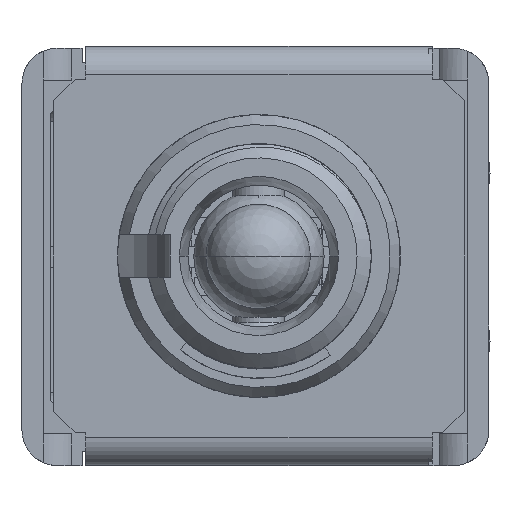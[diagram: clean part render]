
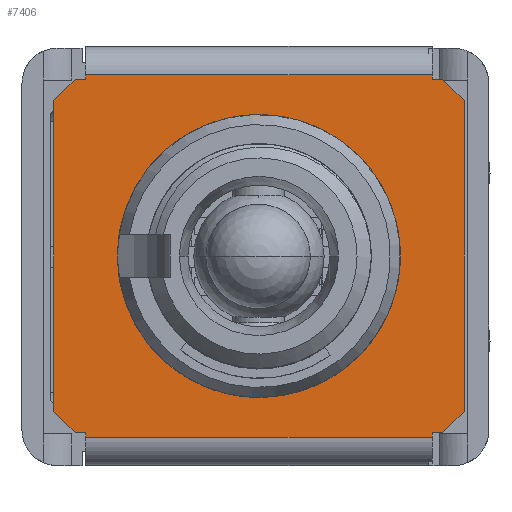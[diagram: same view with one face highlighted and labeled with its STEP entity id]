
A CAD part, front view. The second image highlights one B-rep face of the part: STEP entity #7406.
In plain terms, the highlighted face is planar.
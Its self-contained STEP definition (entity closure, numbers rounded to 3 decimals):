
#6054=DIRECTION('',(0.,0.,1.));
#6055=VECTOR('',#6054,9.8);
#6056=CARTESIAN_POINT('',(4.264,5.125,-4.9));
#6057=LINE('',#6056,#6055);
#6063=DIRECTION('',(0.,0.,-1.));
#6064=VECTOR('',#6063,0.3);
#6065=CARTESIAN_POINT('',(4.264,4.995,5.2));
#6066=LINE('',#6065,#6064);
#6067=DIRECTION('',(0.,-1.,0.));
#6068=VECTOR('',#6067,0.13);
#6069=CARTESIAN_POINT('',(4.264,5.125,4.9));
#6070=LINE('',#6069,#6068);
#6071=DIRECTION('',(0.,-1.,0.));
#6072=VECTOR('',#6071,0.13);
#6073=CARTESIAN_POINT('',(4.264,5.125,-4.9));
#6074=LINE('',#6073,#6072);
#6075=DIRECTION('',(0.,0.,1.));
#6076=VECTOR('',#6075,0.3);
#6077=CARTESIAN_POINT('',(4.264,4.995,-5.2));
#6078=LINE('',#6077,#6076);
#6079=DIRECTION('',(0.,0.,1.));
#6080=VECTOR('',#6079,0.3);
#6081=CARTESIAN_POINT('',(4.264,-4.995,-5.2));
#6082=LINE('',#6081,#6080);
#6083=DIRECTION('',(0.,1.,0.));
#6084=VECTOR('',#6083,0.13);
#6085=CARTESIAN_POINT('',(4.264,-5.125,-4.9));
#6086=LINE('',#6085,#6084);
#6087=DIRECTION('',(0.,1.,0.));
#6088=VECTOR('',#6087,0.13);
#6089=CARTESIAN_POINT('',(4.264,-5.125,4.9));
#6090=LINE('',#6089,#6088);
#6091=DIRECTION('',(0.,0.,-1.));
#6092=VECTOR('',#6091,0.3);
#6093=CARTESIAN_POINT('',(4.264,-4.995,5.2));
#6094=LINE('',#6093,#6092);
#6095=CARTESIAN_POINT('',(4.264,0.,0.));
#6096=DIRECTION('',(1.,0.,0.));
#6097=DIRECTION('',(0.,0.33,-0.944));
#6098=AXIS2_PLACEMENT_3D('',#6095,#6096,#6097);
#6100=DIRECTION('',(0.,0.,1.));
#6101=VECTOR('',#6100,0.36);
#6102=CARTESIAN_POINT('',(4.264,1.,2.5));
#6103=LINE('',#6102,#6101);
#6104=DIRECTION('',(0.,1.,0.));
#6105=VECTOR('',#6104,2.);
#6106=CARTESIAN_POINT('',(4.264,-1.,2.5));
#6107=LINE('',#6106,#6105);
#6108=DIRECTION('',(0.,0.,-1.));
#6109=VECTOR('',#6108,0.36);
#6110=CARTESIAN_POINT('',(4.264,-1.,2.86));
#6111=LINE('',#6110,#6109);
#6112=CARTESIAN_POINT('',(4.264,0.,0.));
#6113=DIRECTION('',(1.,0.,0.));
#6114=DIRECTION('',(0.,-0.33,0.944));
#6115=AXIS2_PLACEMENT_3D('',#6112,#6113,#6114);
#6117=DIRECTION('',(0.,0.,-1.));
#6118=VECTOR('',#6117,0.36);
#6119=CARTESIAN_POINT('',(4.264,-1.,-2.5));
#6120=LINE('',#6119,#6118);
#6121=DIRECTION('',(0.,-1.,0.));
#6122=VECTOR('',#6121,2.);
#6123=CARTESIAN_POINT('',(4.264,1.,-2.5));
#6124=LINE('',#6123,#6122);
#6125=DIRECTION('',(0.,0.,1.));
#6126=VECTOR('',#6125,0.36);
#6127=CARTESIAN_POINT('',(4.264,1.,-2.86));
#6128=LINE('',#6127,#6126);
#6133=DIRECTION('',(0.,0.707,-0.707));
#6134=VECTOR('',#6133,0.849);
#6135=CARTESIAN_POINT('',(4.264,4.395,5.8));
#6136=LINE('',#6135,#6134);
#6145=DIRECTION('',(0.,1.,0.));
#6146=VECTOR('',#6145,8.79);
#6147=CARTESIAN_POINT('',(4.264,-4.395,5.8));
#6148=LINE('',#6147,#6146);
#6157=DIRECTION('',(0.,-0.707,-0.707));
#6158=VECTOR('',#6157,0.849);
#6159=CARTESIAN_POINT('',(4.264,-4.395,5.8));
#6160=LINE('',#6159,#6158);
#6181=DIRECTION('',(0.,0.,1.));
#6182=VECTOR('',#6181,9.8);
#6183=CARTESIAN_POINT('',(4.264,-5.125,-4.9));
#6184=LINE('',#6183,#6182);
#6211=DIRECTION('',(0.,-0.707,0.707));
#6212=VECTOR('',#6211,0.849);
#6213=CARTESIAN_POINT('',(4.264,-4.395,-5.8));
#6214=LINE('',#6213,#6212);
#6223=DIRECTION('',(0.,1.,0.));
#6224=VECTOR('',#6223,8.79);
#6225=CARTESIAN_POINT('',(4.264,-4.395,-5.8));
#6226=LINE('',#6225,#6224);
#6235=DIRECTION('',(0.,0.707,0.707));
#6236=VECTOR('',#6235,0.849);
#6237=CARTESIAN_POINT('',(4.264,4.395,-5.8));
#6238=LINE('',#6237,#6236);
#6757=CARTESIAN_POINT('',(4.264,4.995,5.2));
#6758=CARTESIAN_POINT('',(4.264,4.995,4.9));
#6759=VERTEX_POINT('',#6757);
#6760=VERTEX_POINT('',#6758);
#6761=CARTESIAN_POINT('',(4.264,4.995,-5.2));
#6762=CARTESIAN_POINT('',(4.264,4.995,-4.9));
#6763=VERTEX_POINT('',#6761);
#6764=VERTEX_POINT('',#6762);
#6765=CARTESIAN_POINT('',(4.264,4.395,-5.8));
#6766=VERTEX_POINT('',#6765);
#6767=CARTESIAN_POINT('',(4.264,-4.395,-5.8));
#6768=VERTEX_POINT('',#6767);
#6769=CARTESIAN_POINT('',(4.264,-4.995,-5.2));
#6770=VERTEX_POINT('',#6769);
#6771=CARTESIAN_POINT('',(4.264,-4.995,-4.9));
#6772=VERTEX_POINT('',#6771);
#6773=CARTESIAN_POINT('',(4.264,-4.995,5.2));
#6774=CARTESIAN_POINT('',(4.264,-4.995,4.9));
#6775=VERTEX_POINT('',#6773);
#6776=VERTEX_POINT('',#6774);
#6777=CARTESIAN_POINT('',(4.264,-4.395,5.8));
#6778=VERTEX_POINT('',#6777);
#6779=CARTESIAN_POINT('',(4.264,4.395,5.8));
#6780=VERTEX_POINT('',#6779);
#6853=CARTESIAN_POINT('',(4.264,-5.125,-4.9));
#6854=VERTEX_POINT('',#6853);
#6859=CARTESIAN_POINT('',(4.264,-5.125,4.9));
#6860=VERTEX_POINT('',#6859);
#6863=CARTESIAN_POINT('',(4.264,5.125,-4.9));
#6864=VERTEX_POINT('',#6863);
#6865=CARTESIAN_POINT('',(4.264,5.125,4.9));
#6866=VERTEX_POINT('',#6865);
#6885=CARTESIAN_POINT('',(4.264,1.,-2.86));
#6886=CARTESIAN_POINT('',(4.264,1.,2.86));
#6887=VERTEX_POINT('',#6885);
#6888=VERTEX_POINT('',#6886);
#6889=CARTESIAN_POINT('',(4.264,1.,-2.5));
#6890=VERTEX_POINT('',#6889);
#6891=CARTESIAN_POINT('',(4.264,-1.,-2.5));
#6892=VERTEX_POINT('',#6891);
#6893=CARTESIAN_POINT('',(4.264,-1.,-2.86));
#6894=VERTEX_POINT('',#6893);
#6895=CARTESIAN_POINT('',(4.264,-1.,2.86));
#6896=VERTEX_POINT('',#6895);
#6897=CARTESIAN_POINT('',(4.264,-1.,2.5));
#6898=VERTEX_POINT('',#6897);
#6899=CARTESIAN_POINT('',(4.264,1.,2.5));
#6900=VERTEX_POINT('',#6899);
#7350=CARTESIAN_POINT('',(4.264,-5.925,-5.8));
#7351=DIRECTION('',(1.,0.,0.));
#7352=DIRECTION('',(0.,1.,0.));
#7353=AXIS2_PLACEMENT_3D('',#7350,#7351,#7352);
#7354=PLANE('',#7353);
#7356=ORIENTED_EDGE('',*,*,#7355,.T.);
#7358=ORIENTED_EDGE('',*,*,#7357,.F.);
#7359=ORIENTED_EDGE('',*,*,#7343,.F.);
#7361=ORIENTED_EDGE('',*,*,#7360,.T.);
#7363=ORIENTED_EDGE('',*,*,#7362,.F.);
#7365=ORIENTED_EDGE('',*,*,#7364,.F.);
#7367=ORIENTED_EDGE('',*,*,#7366,.F.);
#7369=ORIENTED_EDGE('',*,*,#7368,.T.);
#7371=ORIENTED_EDGE('',*,*,#7370,.T.);
#7373=ORIENTED_EDGE('',*,*,#7372,.F.);
#7375=ORIENTED_EDGE('',*,*,#7374,.T.);
#7377=ORIENTED_EDGE('',*,*,#7376,.T.);
#7379=ORIENTED_EDGE('',*,*,#7378,.F.);
#7381=ORIENTED_EDGE('',*,*,#7380,.F.);
#7383=ORIENTED_EDGE('',*,*,#7382,.T.);
#7385=ORIENTED_EDGE('',*,*,#7384,.T.);
#7386=EDGE_LOOP('',(#7356,#7358,#7359,#7361,#7363,#7365,#7367,#7369,#7371,#7373,
#7375,#7377,#7379,#7381,#7383,#7385));
#7387=FACE_OUTER_BOUND('',#7386,.F.);
#7389=ORIENTED_EDGE('',*,*,#7388,.T.);
#7391=ORIENTED_EDGE('',*,*,#7390,.F.);
#7393=ORIENTED_EDGE('',*,*,#7392,.F.);
#7395=ORIENTED_EDGE('',*,*,#7394,.F.);
#7397=ORIENTED_EDGE('',*,*,#7396,.T.);
#7399=ORIENTED_EDGE('',*,*,#7398,.F.);
#7401=ORIENTED_EDGE('',*,*,#7400,.F.);
#7403=ORIENTED_EDGE('',*,*,#7402,.F.);
#7404=EDGE_LOOP('',(#7389,#7391,#7393,#7395,#7397,#7399,#7401,#7403));
#7405=FACE_BOUND('',#7404,.F.);
#6099=CIRCLE('',#6098,3.03);
#6116=CIRCLE('',#6115,3.03);
#7343=EDGE_CURVE('',#6864,#6866,#6057,.T.);
#7355=EDGE_CURVE('',#6759,#6760,#6066,.T.);
#7357=EDGE_CURVE('',#6866,#6760,#6070,.T.);
#7360=EDGE_CURVE('',#6864,#6764,#6074,.T.);
#7362=EDGE_CURVE('',#6763,#6764,#6078,.T.);
#7364=EDGE_CURVE('',#6766,#6763,#6238,.T.);
#7366=EDGE_CURVE('',#6768,#6766,#6226,.T.);
#7368=EDGE_CURVE('',#6768,#6770,#6214,.T.);
#7370=EDGE_CURVE('',#6770,#6772,#6082,.T.);
#7372=EDGE_CURVE('',#6854,#6772,#6086,.T.);
#7374=EDGE_CURVE('',#6854,#6860,#6184,.T.);
#7376=EDGE_CURVE('',#6860,#6776,#6090,.T.);
#7378=EDGE_CURVE('',#6775,#6776,#6094,.T.);
#7380=EDGE_CURVE('',#6778,#6775,#6160,.T.);
#7382=EDGE_CURVE('',#6778,#6780,#6148,.T.);
#7384=EDGE_CURVE('',#6780,#6759,#6136,.T.);
#7388=EDGE_CURVE('',#6887,#6888,#6099,.T.);
#7390=EDGE_CURVE('',#6900,#6888,#6103,.T.);
#7392=EDGE_CURVE('',#6898,#6900,#6107,.T.);
#7394=EDGE_CURVE('',#6896,#6898,#6111,.T.);
#7396=EDGE_CURVE('',#6896,#6894,#6116,.T.);
#7398=EDGE_CURVE('',#6892,#6894,#6120,.T.);
#7400=EDGE_CURVE('',#6890,#6892,#6124,.T.);
#7402=EDGE_CURVE('',#6887,#6890,#6128,.T.);
#7406=ADVANCED_FACE('',(#7387,#7405),#7354,.T.);
